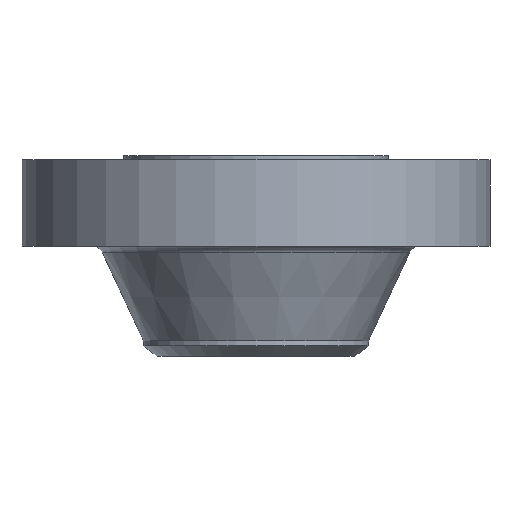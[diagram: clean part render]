
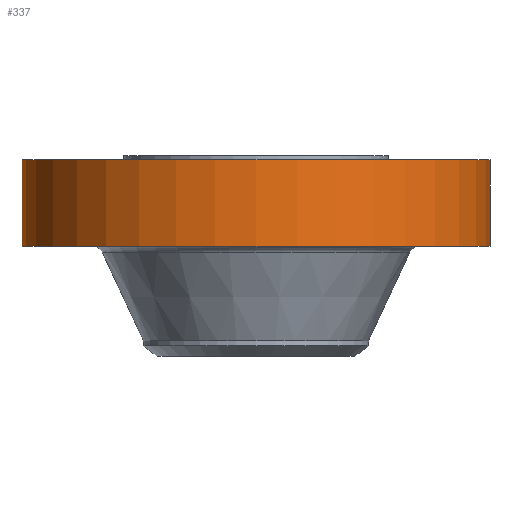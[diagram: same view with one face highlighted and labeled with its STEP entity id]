
A CAD part, front view. The second image highlights one B-rep face of the part: STEP entity #337.
In plain terms, the highlighted cylindrical face has radius 336.55 mm (diameter 673.1 mm), a partial arc.
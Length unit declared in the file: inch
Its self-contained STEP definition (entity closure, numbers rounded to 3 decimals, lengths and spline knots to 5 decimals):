
#9 = AXIS2_PLACEMENT_3D ( 'NONE', #1643, #645, #496 ) ;
#34 = EDGE_CURVE ( 'NONE', #512, #1261, #254, .T. ) ;
#188 = DIRECTION ( 'NONE',  ( 0., 0., 1. ) ) ;
#201 = VERTEX_POINT ( 'NONE', #1125 ) ;
#225 = DIRECTION ( 'NONE',  ( 0., 0., 1. ) ) ;
#254 = LINE ( 'NONE', #1485, #599 ) ;
#312 = DIRECTION ( 'NONE',  ( 1., 0., 0. ) ) ;
#315 = CARTESIAN_POINT ( 'NONE',  ( -13.25, 0., -5.125 ) ) ;
#333 = DIRECTION ( 'NONE',  ( 0., 0., 1. ) ) ;
#337 = ADVANCED_FACE ( 'NONE', ( #562 ), #1098, .T. ) ;
#416 = ORIENTED_EDGE ( 'NONE', *, *, #34, .T. ) ;
#446 = CARTESIAN_POINT ( 'NONE',  ( -13.25, 0., 0. ) ) ;
#496 = DIRECTION ( 'NONE',  ( 1., 0., 0. ) ) ;
#512 = VERTEX_POINT ( 'NONE', #1352 ) ;
#530 = ORIENTED_EDGE ( 'NONE', *, *, #696, .F. ) ;
#545 = AXIS2_PLACEMENT_3D ( 'NONE', #849, #333, #312 ) ;
#562 = FACE_OUTER_BOUND ( 'NONE', #980, .T. ) ;
#570 = VECTOR ( 'NONE', #188, 39.37008 ) ;
#599 = VECTOR ( 'NONE', #803, 39.37008 ) ;
#618 = VERTEX_POINT ( 'NONE', #315 ) ;
#645 = DIRECTION ( 'NONE',  ( 0., 0., 1. ) ) ;
#696 = EDGE_CURVE ( 'NONE', #618, #201, #1517, .T. ) ;
#779 = EDGE_CURVE ( 'NONE', #618, #512, #1136, .T. ) ;
#802 = CIRCLE ( 'NONE', #1311, 13.25 ) ;
#803 = DIRECTION ( 'NONE',  ( 0., 0., 1. ) ) ;
#849 = CARTESIAN_POINT ( 'NONE',  ( 0., 0., -5.125 ) ) ;
#895 = CARTESIAN_POINT ( 'NONE',  ( 0., 0., -0.25 ) ) ;
#980 = EDGE_LOOP ( 'NONE', ( #530, #1524, #416, #1206 ) ) ;
#1019 = CARTESIAN_POINT ( 'NONE',  ( 13.25, 0., -0.25 ) ) ;
#1098 = CYLINDRICAL_SURFACE ( 'NONE', #9, 13.25 ) ;
#1125 = CARTESIAN_POINT ( 'NONE',  ( -13.25, 0., -0.25 ) ) ;
#1136 = CIRCLE ( 'NONE', #545, 13.25 ) ;
#1206 = ORIENTED_EDGE ( 'NONE', *, *, #1255, .F. ) ;
#1255 = EDGE_CURVE ( 'NONE', #201, #1261, #802, .T. ) ;
#1261 = VERTEX_POINT ( 'NONE', #1019 ) ;
#1278 = DIRECTION ( 'NONE',  ( 1., 0., 0. ) ) ;
#1311 = AXIS2_PLACEMENT_3D ( 'NONE', #895, #225, #1278 ) ;
#1352 = CARTESIAN_POINT ( 'NONE',  ( 13.25, 0., -5.125 ) ) ;
#1485 = CARTESIAN_POINT ( 'NONE',  ( 13.25, 0., 0. ) ) ;
#1517 = LINE ( 'NONE', #446, #570 ) ;
#1524 = ORIENTED_EDGE ( 'NONE', *, *, #779, .T. ) ;
#1643 = CARTESIAN_POINT ( 'NONE',  ( 0., 0., 0. ) ) ;
